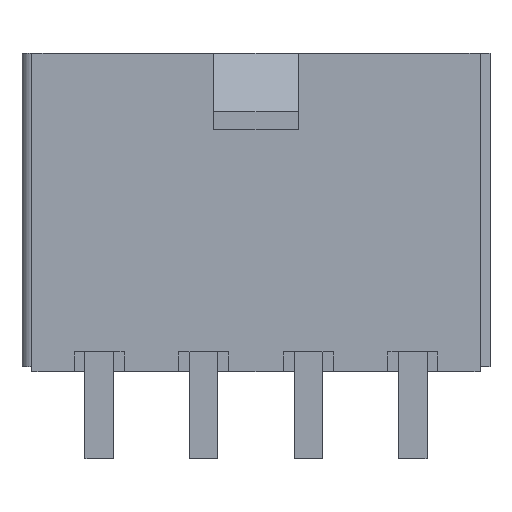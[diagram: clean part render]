
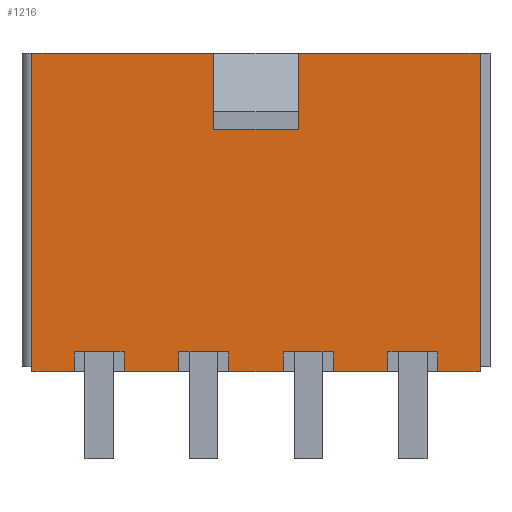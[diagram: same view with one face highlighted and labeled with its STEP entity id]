
A CAD part, front view. The second image highlights one B-rep face of the part: STEP entity #1216.
In plain terms, the highlighted planar face has unit normal (0, -1, 0).
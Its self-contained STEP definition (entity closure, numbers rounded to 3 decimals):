
#115 = VERTEX_POINT('',#116);
#116 = CARTESIAN_POINT('',(15.3,-7.35,0.));
#122 = EDGE_CURVE('',#115,#123,#125,.T.);
#123 = VERTEX_POINT('',#124);
#124 = CARTESIAN_POINT('',(15.3,-7.35,12.8));
#125 = LINE('',#126,#127);
#126 = CARTESIAN_POINT('',(15.3,-7.35,0.));
#127 = VECTOR('',#128,1.);
#128 = DIRECTION('',(0.,0.,1.));
#1040 = EDGE_CURVE('',#1041,#1043,#1045,.T.);
#1041 = VERTEX_POINT('',#1042);
#1042 = CARTESIAN_POINT('',(1.,-7.35,0.8));
#1043 = VERTEX_POINT('',#1044);
#1044 = CARTESIAN_POINT('',(-1.,-7.35,0.8));
#1045 = LINE('',#1046,#1047);
#1046 = CARTESIAN_POINT('',(1.,-7.35,0.8));
#1047 = VECTOR('',#1048,1.);
#1048 = DIRECTION('',(-1.,0.,0.));
#1216 = ADVANCED_FACE('',(#1217),#1393,.T.);
#1217 = FACE_BOUND('',#1218,.F.);
#1218 = EDGE_LOOP('',(#1219,#1229,#1237,#1245,#1253,#1261,#1269,#1277,
    #1285,#1293,#1301,#1309,#1315,#1316,#1324,#1332,#1340,#1348,#1356,
    #1364,#1372,#1378,#1379,#1387));
#1219 = ORIENTED_EDGE('',*,*,#1220,.T.);
#1220 = EDGE_CURVE('',#1221,#1223,#1225,.T.);
#1221 = VERTEX_POINT('',#1222);
#1222 = CARTESIAN_POINT('',(13.6,-7.35,0.8));
#1223 = VERTEX_POINT('',#1224);
#1224 = CARTESIAN_POINT('',(11.6,-7.35,0.8));
#1225 = LINE('',#1226,#1227);
#1226 = CARTESIAN_POINT('',(13.6,-7.35,0.8));
#1227 = VECTOR('',#1228,1.);
#1228 = DIRECTION('',(-1.,0.,0.));
#1229 = ORIENTED_EDGE('',*,*,#1230,.F.);
#1230 = EDGE_CURVE('',#1231,#1223,#1233,.T.);
#1231 = VERTEX_POINT('',#1232);
#1232 = CARTESIAN_POINT('',(11.6,-7.35,0.));
#1233 = LINE('',#1234,#1235);
#1234 = CARTESIAN_POINT('',(11.6,-7.35,0.));
#1235 = VECTOR('',#1236,1.);
#1236 = DIRECTION('',(0.,0.,1.));
#1237 = ORIENTED_EDGE('',*,*,#1238,.T.);
#1238 = EDGE_CURVE('',#1231,#1239,#1241,.T.);
#1239 = VERTEX_POINT('',#1240);
#1240 = CARTESIAN_POINT('',(9.4,-7.35,0.));
#1241 = LINE('',#1242,#1243);
#1242 = CARTESIAN_POINT('',(11.6,-7.35,0.));
#1243 = VECTOR('',#1244,1.);
#1244 = DIRECTION('',(-1.,0.,0.));
#1245 = ORIENTED_EDGE('',*,*,#1246,.T.);
#1246 = EDGE_CURVE('',#1239,#1247,#1249,.T.);
#1247 = VERTEX_POINT('',#1248);
#1248 = CARTESIAN_POINT('',(9.4,-7.35,0.8));
#1249 = LINE('',#1250,#1251);
#1250 = CARTESIAN_POINT('',(9.4,-7.35,0.));
#1251 = VECTOR('',#1252,1.);
#1252 = DIRECTION('',(0.,0.,1.));
#1253 = ORIENTED_EDGE('',*,*,#1254,.T.);
#1254 = EDGE_CURVE('',#1247,#1255,#1257,.T.);
#1255 = VERTEX_POINT('',#1256);
#1256 = CARTESIAN_POINT('',(7.4,-7.35,0.8));
#1257 = LINE('',#1258,#1259);
#1258 = CARTESIAN_POINT('',(9.4,-7.35,0.8));
#1259 = VECTOR('',#1260,1.);
#1260 = DIRECTION('',(-1.,0.,0.));
#1261 = ORIENTED_EDGE('',*,*,#1262,.F.);
#1262 = EDGE_CURVE('',#1263,#1255,#1265,.T.);
#1263 = VERTEX_POINT('',#1264);
#1264 = CARTESIAN_POINT('',(7.4,-7.35,0.));
#1265 = LINE('',#1266,#1267);
#1266 = CARTESIAN_POINT('',(7.4,-7.35,0.));
#1267 = VECTOR('',#1268,1.);
#1268 = DIRECTION('',(0.,0.,1.));
#1269 = ORIENTED_EDGE('',*,*,#1270,.T.);
#1270 = EDGE_CURVE('',#1263,#1271,#1273,.T.);
#1271 = VERTEX_POINT('',#1272);
#1272 = CARTESIAN_POINT('',(5.2,-7.35,0.));
#1273 = LINE('',#1274,#1275);
#1274 = CARTESIAN_POINT('',(7.4,-7.35,0.));
#1275 = VECTOR('',#1276,1.);
#1276 = DIRECTION('',(-1.,0.,0.));
#1277 = ORIENTED_EDGE('',*,*,#1278,.T.);
#1278 = EDGE_CURVE('',#1271,#1279,#1281,.T.);
#1279 = VERTEX_POINT('',#1280);
#1280 = CARTESIAN_POINT('',(5.2,-7.35,0.8));
#1281 = LINE('',#1282,#1283);
#1282 = CARTESIAN_POINT('',(5.2,-7.35,0.));
#1283 = VECTOR('',#1284,1.);
#1284 = DIRECTION('',(0.,0.,1.));
#1285 = ORIENTED_EDGE('',*,*,#1286,.T.);
#1286 = EDGE_CURVE('',#1279,#1287,#1289,.T.);
#1287 = VERTEX_POINT('',#1288);
#1288 = CARTESIAN_POINT('',(3.2,-7.35,0.8));
#1289 = LINE('',#1290,#1291);
#1290 = CARTESIAN_POINT('',(5.2,-7.35,0.8));
#1291 = VECTOR('',#1292,1.);
#1292 = DIRECTION('',(-1.,0.,0.));
#1293 = ORIENTED_EDGE('',*,*,#1294,.F.);
#1294 = EDGE_CURVE('',#1295,#1287,#1297,.T.);
#1295 = VERTEX_POINT('',#1296);
#1296 = CARTESIAN_POINT('',(3.2,-7.35,0.));
#1297 = LINE('',#1298,#1299);
#1298 = CARTESIAN_POINT('',(3.2,-7.35,0.));
#1299 = VECTOR('',#1300,1.);
#1300 = DIRECTION('',(0.,0.,1.));
#1301 = ORIENTED_EDGE('',*,*,#1302,.T.);
#1302 = EDGE_CURVE('',#1295,#1303,#1305,.T.);
#1303 = VERTEX_POINT('',#1304);
#1304 = CARTESIAN_POINT('',(1.,-7.35,0.));
#1305 = LINE('',#1306,#1307);
#1306 = CARTESIAN_POINT('',(3.2,-7.35,0.));
#1307 = VECTOR('',#1308,1.);
#1308 = DIRECTION('',(-1.,0.,0.));
#1309 = ORIENTED_EDGE('',*,*,#1310,.T.);
#1310 = EDGE_CURVE('',#1303,#1041,#1311,.T.);
#1311 = LINE('',#1312,#1313);
#1312 = CARTESIAN_POINT('',(1.,-7.35,0.));
#1313 = VECTOR('',#1314,1.);
#1314 = DIRECTION('',(0.,0.,1.));
#1315 = ORIENTED_EDGE('',*,*,#1040,.T.);
#1316 = ORIENTED_EDGE('',*,*,#1317,.F.);
#1317 = EDGE_CURVE('',#1318,#1043,#1320,.T.);
#1318 = VERTEX_POINT('',#1319);
#1319 = CARTESIAN_POINT('',(-1.,-7.35,0.));
#1320 = LINE('',#1321,#1322);
#1321 = CARTESIAN_POINT('',(-1.,-7.35,0.));
#1322 = VECTOR('',#1323,1.);
#1323 = DIRECTION('',(0.,0.,1.));
#1324 = ORIENTED_EDGE('',*,*,#1325,.T.);
#1325 = EDGE_CURVE('',#1318,#1326,#1328,.T.);
#1326 = VERTEX_POINT('',#1327);
#1327 = CARTESIAN_POINT('',(-2.7,-7.35,0.));
#1328 = LINE('',#1329,#1330);
#1329 = CARTESIAN_POINT('',(-1.,-7.35,0.));
#1330 = VECTOR('',#1331,1.);
#1331 = DIRECTION('',(-1.,0.,0.));
#1332 = ORIENTED_EDGE('',*,*,#1333,.T.);
#1333 = EDGE_CURVE('',#1326,#1334,#1336,.T.);
#1334 = VERTEX_POINT('',#1335);
#1335 = CARTESIAN_POINT('',(-2.7,-7.35,12.8));
#1336 = LINE('',#1337,#1338);
#1337 = CARTESIAN_POINT('',(-2.7,-7.35,0.));
#1338 = VECTOR('',#1339,1.);
#1339 = DIRECTION('',(0.,0.,1.));
#1340 = ORIENTED_EDGE('',*,*,#1341,.F.);
#1341 = EDGE_CURVE('',#1342,#1334,#1344,.T.);
#1342 = VERTEX_POINT('',#1343);
#1343 = CARTESIAN_POINT('',(4.6,-7.35,12.8));
#1344 = LINE('',#1345,#1346);
#1345 = CARTESIAN_POINT('',(4.6,-7.35,12.8));
#1346 = VECTOR('',#1347,1.);
#1347 = DIRECTION('',(-1.,0.,0.));
#1348 = ORIENTED_EDGE('',*,*,#1349,.T.);
#1349 = EDGE_CURVE('',#1342,#1350,#1352,.T.);
#1350 = VERTEX_POINT('',#1351);
#1351 = CARTESIAN_POINT('',(4.6,-7.35,9.75));
#1352 = LINE('',#1353,#1354);
#1353 = CARTESIAN_POINT('',(4.6,-7.35,12.8));
#1354 = VECTOR('',#1355,1.);
#1355 = DIRECTION('',(0.,0.,-1.));
#1356 = ORIENTED_EDGE('',*,*,#1357,.F.);
#1357 = EDGE_CURVE('',#1358,#1350,#1360,.T.);
#1358 = VERTEX_POINT('',#1359);
#1359 = CARTESIAN_POINT('',(8.,-7.35,9.75));
#1360 = LINE('',#1361,#1362);
#1361 = CARTESIAN_POINT('',(8.,-7.35,9.75));
#1362 = VECTOR('',#1363,1.);
#1363 = DIRECTION('',(-1.,0.,0.));
#1364 = ORIENTED_EDGE('',*,*,#1365,.F.);
#1365 = EDGE_CURVE('',#1366,#1358,#1368,.T.);
#1366 = VERTEX_POINT('',#1367);
#1367 = CARTESIAN_POINT('',(8.,-7.35,12.8));
#1368 = LINE('',#1369,#1370);
#1369 = CARTESIAN_POINT('',(8.,-7.35,12.8));
#1370 = VECTOR('',#1371,1.);
#1371 = DIRECTION('',(0.,0.,-1.));
#1372 = ORIENTED_EDGE('',*,*,#1373,.F.);
#1373 = EDGE_CURVE('',#123,#1366,#1374,.T.);
#1374 = LINE('',#1375,#1376);
#1375 = CARTESIAN_POINT('',(15.3,-7.35,12.8));
#1376 = VECTOR('',#1377,1.);
#1377 = DIRECTION('',(-1.,0.,0.));
#1378 = ORIENTED_EDGE('',*,*,#122,.F.);
#1379 = ORIENTED_EDGE('',*,*,#1380,.T.);
#1380 = EDGE_CURVE('',#115,#1381,#1383,.T.);
#1381 = VERTEX_POINT('',#1382);
#1382 = CARTESIAN_POINT('',(13.6,-7.35,0.));
#1383 = LINE('',#1384,#1385);
#1384 = CARTESIAN_POINT('',(15.3,-7.35,0.));
#1385 = VECTOR('',#1386,1.);
#1386 = DIRECTION('',(-1.,0.,0.));
#1387 = ORIENTED_EDGE('',*,*,#1388,.T.);
#1388 = EDGE_CURVE('',#1381,#1221,#1389,.T.);
#1389 = LINE('',#1390,#1391);
#1390 = CARTESIAN_POINT('',(13.6,-7.35,0.));
#1391 = VECTOR('',#1392,1.);
#1392 = DIRECTION('',(0.,0.,1.));
#1393 = PLANE('',#1394);
#1394 = AXIS2_PLACEMENT_3D('',#1395,#1396,#1397);
#1395 = CARTESIAN_POINT('',(15.3,-7.35,0.));
#1396 = DIRECTION('',(0.,-1.,0.));
#1397 = DIRECTION('',(0.,0.,1.));
